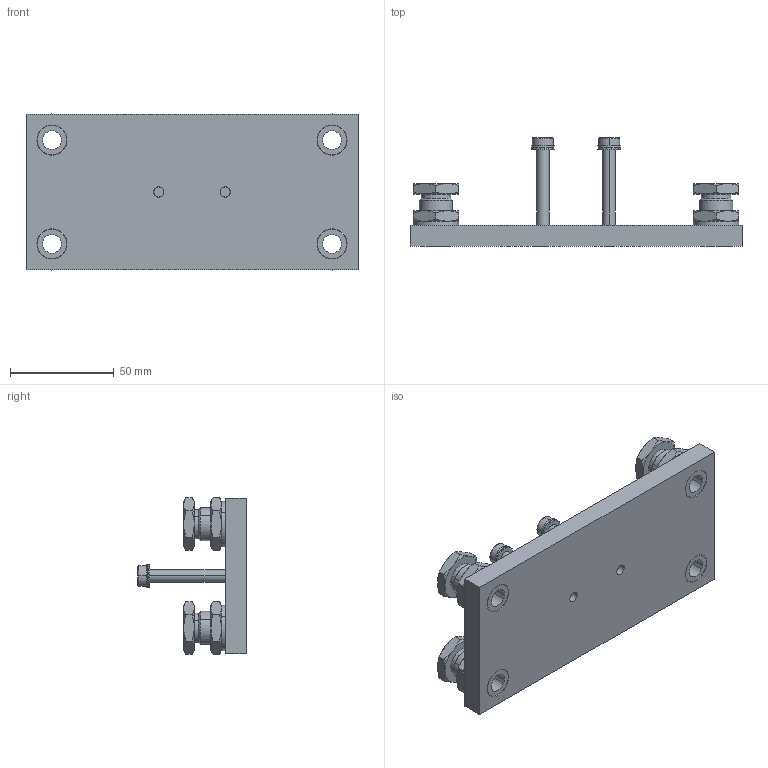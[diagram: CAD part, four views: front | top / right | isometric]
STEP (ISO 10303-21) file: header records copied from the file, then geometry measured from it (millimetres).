
FILE_DESCRIPTION (( 'STEP AP214' ), '1' );
FILE_NAME ('NLD 25 A V2 Grundplatte #89102120.STEP', '2016-01-20T09:03:03', ( 'Netter' ), ( 'Microsoft' ), 'SwSTEP 2.0', 'SolidWorks 2015', '' );
FILE_SCHEMA (( 'AUTOMOTIVE_DESIGN' ));
Length unit declared in the file: millimetre
Products named in the file (1): NLD 25 A V2 Grundplatte #89102120
Bounding box: 160 x 52.3 x 75.4 mm (x, y, z)
Volume: 143194.9 mm3; surface area: 50019.7 mm2
Topology: 13 solids, 13 shells, 588 faces, 1400 edges, 842 vertices
Faces by surface type: plane 332, cone 172, cylinder 76, torus 8
Entity records: 17738 total; most frequent: CARTESIAN_POINT 4003, ORIENTED_EDGE 2792, DIRECTION 2638, EDGE_CURVE 1396, AXIS2_PLACEMENT_3D 917, VERTEX_POINT 842, LINE 804, VECTOR 804
